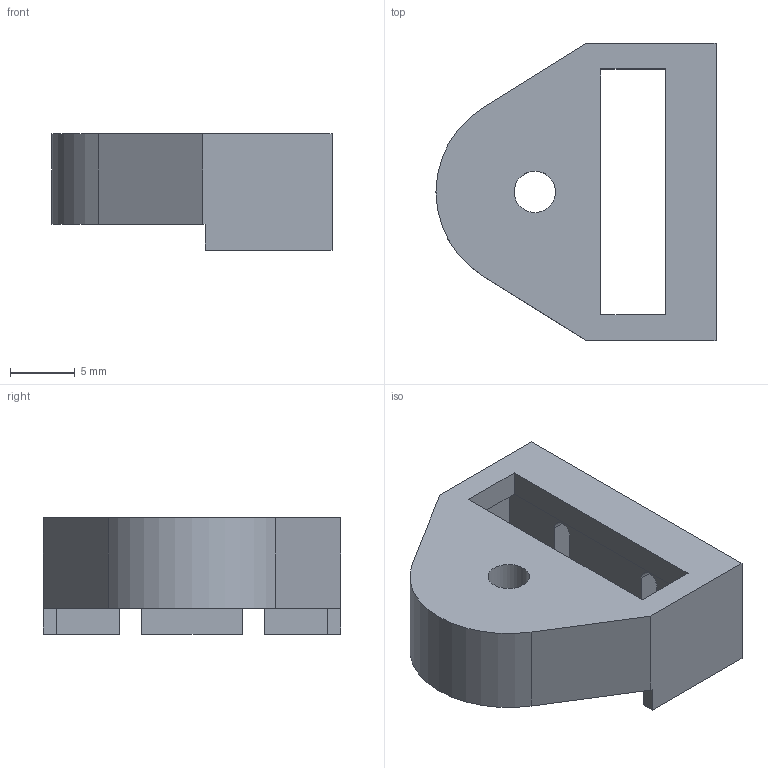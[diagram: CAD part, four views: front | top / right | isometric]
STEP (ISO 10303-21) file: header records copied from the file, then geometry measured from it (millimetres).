
FILE_DESCRIPTION(/* description */ (''),/* implementation_level */ '2;1');
FILE_NAME(/* name */ 'Z min endstop holder.stp',/* time_stamp */ '2016-12-28T17:06:27-06:00',/* author */ (''),/* organization */ (''),/* preprocessor_version */ 'ST-DEVELOPER v16.5',/* originating_system */ 'Autodesk Translation Framework v5.2.0.2920',/* authorisation */ '');
FILE_SCHEMA (('AUTOMOTIVE_DESIGN { 1 0 10303 214 3 1 1 }'));
Length unit declared in the file: millimetre
Products named in the file (1): Z min endstop holder
Bounding box: 21.64 x 23 x 9 mm (x, y, z)
Volume: 2024.4 mm3; surface area: 1789.8 mm2
Topology: 1 solids, 1 shells, 29 faces, 81 edges, 54 vertices
Faces by surface type: plane 25, cylinder 4
Full cylindrical faces by diameter (mm): 3.2 x1
Entity records: 948 total; most frequent: CARTESIAN_POINT 164, ORIENTED_EDGE 160, DIRECTION 148, EDGE_CURVE 80, LINE 72, VECTOR 72, VERTEX_POINT 54, AXIS2_PLACEMENT_3D 38
